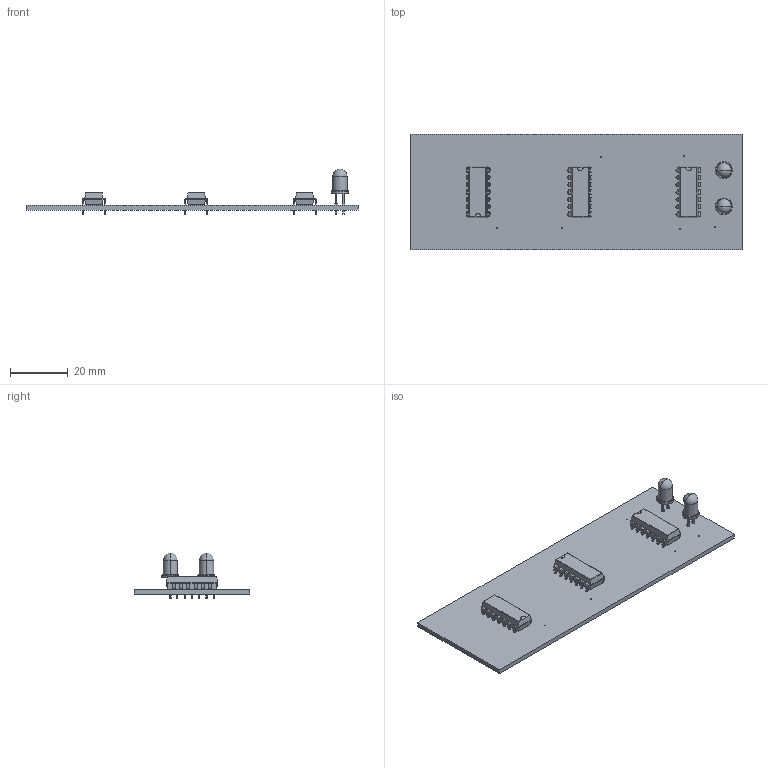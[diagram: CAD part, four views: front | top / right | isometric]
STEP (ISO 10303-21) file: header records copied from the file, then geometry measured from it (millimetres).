
FILE_DESCRIPTION(('PCB Model'),'2;1');
FILE_NAME('Full Adder.STEP','2022-04-19T23:36:35',('danie'),('Unspecified'), 'Open CASCADE STEP processor 6.8','Proteus','Unknown');
FILE_SCHEMA(('CONFIG_CONTROL_DESIGN','SHAPE_APPEARANCE_LAYER_MIM'));
Length unit declared in the file: millimetre
Products named in the file (14): Open CASCADE STEP translator 6.8 2; Layer_1; U1; Open CASCADE STEP translator 6.8 2.2.1; Body_1; U2; Open CASCADE STEP translator 6.8 2.3.1; U3; Open CASCADE STEP translator 6.8 2.4.1; D1; Open CASCADE STEP translator 6.8 2.5.1; D2; Open CASCADE STEP translator 6.8 2.6.1
Assembly tree (16 placements, depth 4):
  Open CASCADE STEP translator 6.8 2
    Layer_1
    U1
      Open CASCADE STEP translator 6.8 2.2.1
        Body_1
    U2
      Open CASCADE STEP translator 6.8 2.3.1
        Body_1
    U3
      Open CASCADE STEP translator 6.8 2.4.1
        Body_1
    D1
      Open CASCADE STEP translator 6.8 2.5.1
        Body_1
    D2
      Open CASCADE STEP translator 6.8 2.6.1
        Body_1
Bounding box: 115 x 40 x 15.9 mm (x, y, z)
Volume: 8823.9 mm3; surface area: 12417.4 mm2
Topology: 6 solids, 8 shells, 1140 faces, 3064 edges, 1948 vertices
Faces by surface type: plane 775, cylinder 325, torus 24, sphere 8, cone 8
Entity records: 19305 total; most frequent: CARTESIAN_POINT 2910, ORIENTED_EDGE 2714, DIRECTION 2708, EDGE_CURVE 1357, AXIS2_PLACEMENT_3D 908, LINE 892, VECTOR 892, VERTEX_POINT 872
